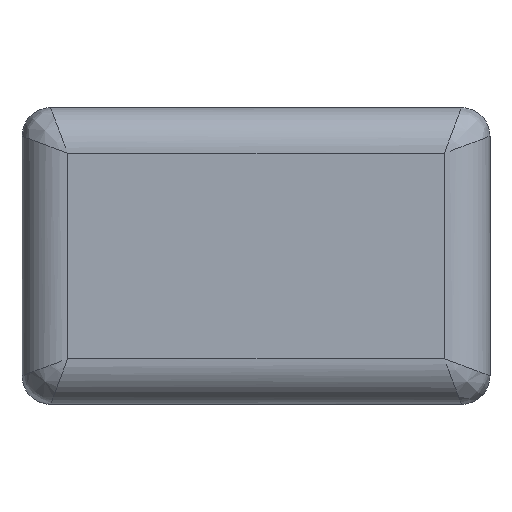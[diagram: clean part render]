
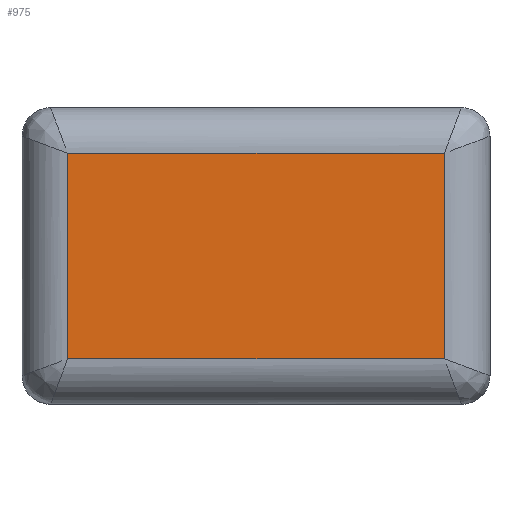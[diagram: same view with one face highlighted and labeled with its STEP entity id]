
A CAD part, left-side view. The second image highlights one B-rep face of the part: STEP entity #975.
In plain terms, the highlighted planar face has unit normal (-1, 0, 0).
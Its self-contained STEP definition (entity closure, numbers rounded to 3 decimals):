
#19 = CARTESIAN_POINT ( 'NONE',  ( -0.8, 0.33, 0.52 ) ) ;
#166 = VERTEX_POINT ( 'NONE', #2404 ) ;
#257 = EDGE_LOOP ( 'NONE', ( #1786, #1212, #1133, #2277 ) ) ;
#436 = CARTESIAN_POINT ( 'NONE',  ( -0.8, -0.41, 0.52 ) ) ;
#628 = EDGE_CURVE ( 'NONE', #2541, #1012, #2591, .T. ) ;
#632 = DIRECTION ( 'NONE',  ( 0., 0., -1. ) ) ;
#709 = LINE ( 'NONE', #1234, #2302 ) ;
#812 = VERTEX_POINT ( 'NONE', #907 ) ;
#887 = LINE ( 'NONE', #19, #1437 ) ;
#907 = CARTESIAN_POINT ( 'NONE',  ( -0.8, 0.33, 0.08 ) ) ;
#923 = CARTESIAN_POINT ( 'NONE',  ( -0.8, 0., 0.08 ) ) ;
#949 = VECTOR ( 'NONE', #1943, 1000. ) ;
#975 = ADVANCED_FACE ( 'NONE', ( #1788 ), #2719, .F. ) ;
#1012 = VERTEX_POINT ( 'NONE', #2296 ) ;
#1020 = DIRECTION ( 'NONE',  ( 0., 0., 1. ) ) ;
#1040 = AXIS2_PLACEMENT_3D ( 'NONE', #436, #1867, #632 ) ;
#1133 = ORIENTED_EDGE ( 'NONE', *, *, #2326, .T. ) ;
#1212 = ORIENTED_EDGE ( 'NONE', *, *, #1939, .T. ) ;
#1234 = CARTESIAN_POINT ( 'NONE',  ( -0.8, -0.33, 0.52 ) ) ;
#1271 = DIRECTION ( 'NONE',  ( 0., 0., -1. ) ) ;
#1349 = CARTESIAN_POINT ( 'NONE',  ( -0.8, -0.33, 0.44 ) ) ;
#1437 = VECTOR ( 'NONE', #1271, 1000. ) ;
#1440 = DIRECTION ( 'NONE',  ( 0., 1., 0. ) ) ;
#1737 = EDGE_CURVE ( 'NONE', #1012, #812, #887, .T. ) ;
#1786 = ORIENTED_EDGE ( 'NONE', *, *, #1737, .T. ) ;
#1788 = FACE_OUTER_BOUND ( 'NONE', #257, .T. ) ;
#1867 = DIRECTION ( 'NONE',  ( 1., 0., 0. ) ) ;
#1939 = EDGE_CURVE ( 'NONE', #812, #166, #2633, .T. ) ;
#1943 = DIRECTION ( 'NONE',  ( 0., -1., 0. ) ) ;
#2021 = VECTOR ( 'NONE', #1440, 1000. ) ;
#2277 = ORIENTED_EDGE ( 'NONE', *, *, #628, .T. ) ;
#2296 = CARTESIAN_POINT ( 'NONE',  ( -0.8, 0.33, 0.44 ) ) ;
#2302 = VECTOR ( 'NONE', #1020, 1000. ) ;
#2326 = EDGE_CURVE ( 'NONE', #166, #2541, #709, .T. ) ;
#2404 = CARTESIAN_POINT ( 'NONE',  ( -0.8, -0.33, 0.08 ) ) ;
#2541 = VERTEX_POINT ( 'NONE', #1349 ) ;
#2591 = LINE ( 'NONE', #2716, #2021 ) ;
#2633 = LINE ( 'NONE', #923, #949 ) ;
#2716 = CARTESIAN_POINT ( 'NONE',  ( -0.8, -0.41, 0.44 ) ) ;
#2719 = PLANE ( 'NONE',  #1040 ) ;
